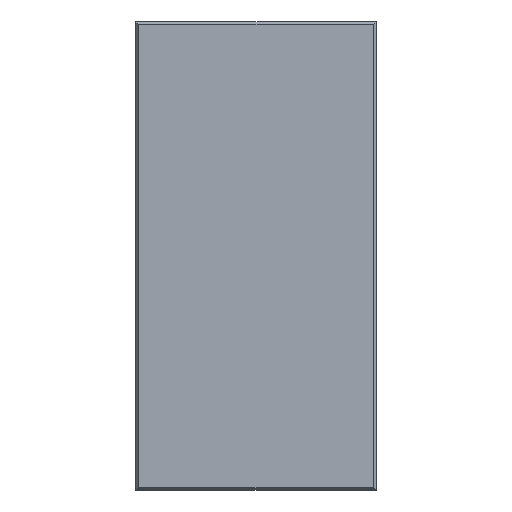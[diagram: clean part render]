
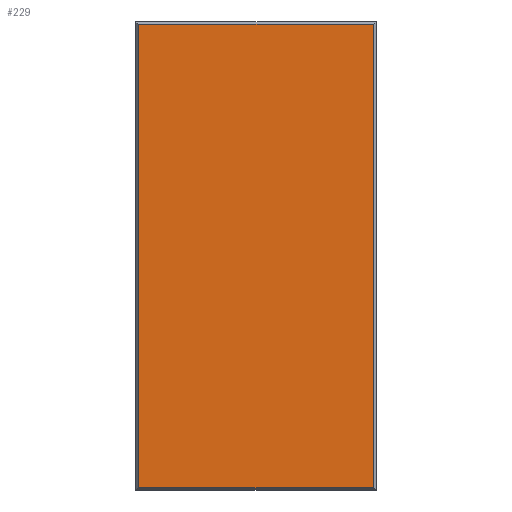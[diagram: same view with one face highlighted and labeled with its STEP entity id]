
A CAD part, left-side view. The second image highlights one B-rep face of the part: STEP entity #229.
In plain terms, the highlighted planar face has unit normal (-1, 0, 0).
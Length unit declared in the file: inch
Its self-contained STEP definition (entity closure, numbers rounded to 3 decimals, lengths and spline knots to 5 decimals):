
#63 = ORIENTED_EDGE ( 'NONE', *, *, #1355, .T. ) ;
#65 = CARTESIAN_POINT ( 'NONE',  ( -4.15, 0.93, -1.835 ) ) ;
#217 = CARTESIAN_POINT ( 'NONE',  ( -4.15, -0.93, -1.835 ) ) ;
#229 = ADVANCED_FACE ( 'NONE', ( #630 ), #965, .F. ) ;
#243 = DIRECTION ( 'NONE',  ( 0., -1., 0. ) ) ;
#246 = DIRECTION ( 'NONE',  ( 0., 0., -1. ) ) ;
#249 = EDGE_CURVE ( 'NONE', #601, #918, #933, .T. ) ;
#263 = CARTESIAN_POINT ( 'NONE',  ( -4.15, 0., 0. ) ) ;
#271 = VERTEX_POINT ( 'NONE', #1009 ) ;
#311 = ORIENTED_EDGE ( 'NONE', *, *, #643, .T. ) ;
#342 = DIRECTION ( 'NONE',  ( 0., 0., -1. ) ) ;
#366 = CARTESIAN_POINT ( 'NONE',  ( -4.15, 0., 1.835 ) ) ;
#447 = ORIENTED_EDGE ( 'NONE', *, *, #249, .T. ) ;
#493 = CARTESIAN_POINT ( 'NONE',  ( -4.15, 0., -1.835 ) ) ;
#510 = DIRECTION ( 'NONE',  ( 1., 0., 0. ) ) ;
#514 = DIRECTION ( 'NONE',  ( 0., 0., 1. ) ) ;
#556 = VECTOR ( 'NONE', #342, 39.37008 ) ;
#601 = VERTEX_POINT ( 'NONE', #217 ) ;
#629 = CARTESIAN_POINT ( 'NONE',  ( -4.15, -0.93, 1.835 ) ) ;
#630 = FACE_OUTER_BOUND ( 'NONE', #977, .T. ) ;
#643 = EDGE_CURVE ( 'NONE', #1449, #601, #1372, .T. ) ;
#667 = LINE ( 'NONE', #366, #1234 ) ;
#858 = ORIENTED_EDGE ( 'NONE', *, *, #1190, .T. ) ;
#861 = DIRECTION ( 'NONE',  ( 0., 1., 0. ) ) ;
#869 = LINE ( 'NONE', #1439, #556 ) ;
#918 = VERTEX_POINT ( 'NONE', #629 ) ;
#933 = LINE ( 'NONE', #996, #975 ) ;
#965 = PLANE ( 'NONE',  #1538 ) ;
#975 = VECTOR ( 'NONE', #514, 39.37008 ) ;
#977 = EDGE_LOOP ( 'NONE', ( #311, #447, #63, #858 ) ) ;
#996 = CARTESIAN_POINT ( 'NONE',  ( -4.15, -0.93, 0. ) ) ;
#1009 = CARTESIAN_POINT ( 'NONE',  ( -4.15, 0.93, 1.835 ) ) ;
#1190 = EDGE_CURVE ( 'NONE', #271, #1449, #869, .T. ) ;
#1234 = VECTOR ( 'NONE', #861, 39.37008 ) ;
#1300 = VECTOR ( 'NONE', #243, 39.37008 ) ;
#1355 = EDGE_CURVE ( 'NONE', #918, #271, #667, .T. ) ;
#1372 = LINE ( 'NONE', #493, #1300 ) ;
#1439 = CARTESIAN_POINT ( 'NONE',  ( -4.15, 0.93, 0. ) ) ;
#1449 = VERTEX_POINT ( 'NONE', #65 ) ;
#1538 = AXIS2_PLACEMENT_3D ( 'NONE', #263, #510, #246 ) ;
